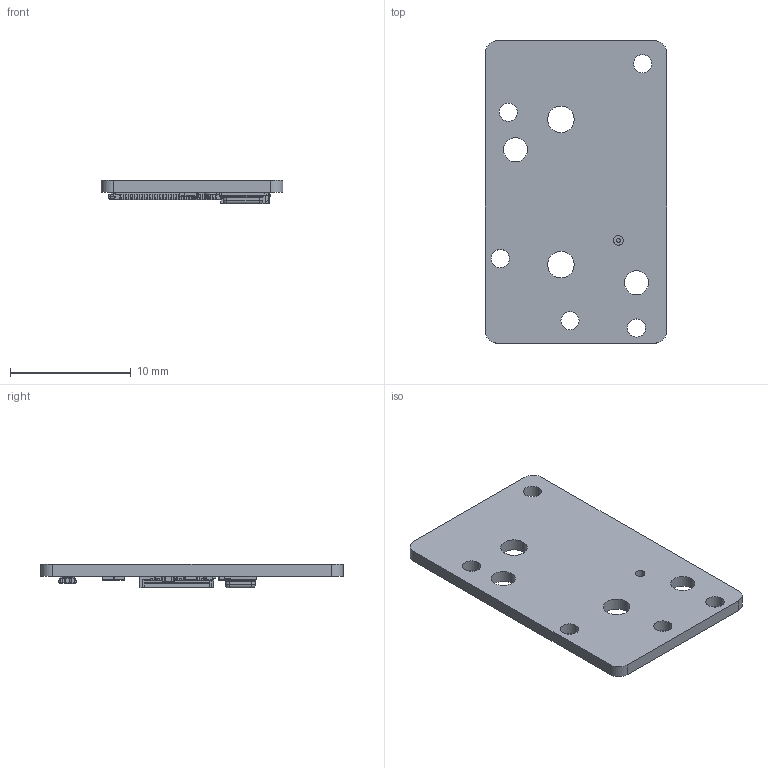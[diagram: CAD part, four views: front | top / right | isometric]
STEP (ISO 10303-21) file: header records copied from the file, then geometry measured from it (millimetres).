
FILE_DESCRIPTION(/* description */ ('PCB Design'),/* implementation_level */ '2;1');
FILE_NAME(/* name */ 'RAK18032_VA_2022_0607_2',/* time_stamp */ '2022-06-07T09:06:25+08:00',/* author */ (''),/* organization */ (''),/* preprocessor_version */ 'ST-DEVELOPER v16',/* originating_system */ 'allegro_17.4S012',/* authorisation */ '');
FILE_SCHEMA (('AP242_MANAGED_MODEL_BASED_3D_ENGINEERING_MIM_LF { 1 0 10303 442 1 1 4 }'));
Products named in the file (15): RAK18032_VA_2022_0607_2; BOARD_OUTLINE; COMPONENTS; MIC-3R5X2R65X0R98; TEST_POINT; FCC15-0R3-1-D; BTB40_2X20_4MM_M; SR0402; SC0402; KNOWLES-SPH0655LM4H-1-CORNELL-II; TEST-POINT-SM; TXGA-FFC03009-15; BTB40-2X20-4MM-M; RES-SM-CHIP; CAP-SM-MLCC-0402[1005]
Assembly tree (23 placements, depth 4):
  RAK18032_VA_2022_0607_2
    BOARD_OUTLINE
    COMPONENTS
      MIC-3R5X2R65X0R98
        KNOWLES-SPH0655LM4H-1-CORNELL-II
      TEST_POINT  x2
        TEST-POINT-SM
      FCC15-0R3-1-D
        TXGA-FFC03009-15
      BTB40_2X20_4MM_M
        BTB40-2X20-4MM-M
      SR0402  x8
        RES-SM-CHIP
      SC0402  x2
        CAP-SM-MLCC-0402[1005]
Bounding box: 15 x 25 x 1.98 mm (x, y, z)
Volume: 27.3 mm3; surface area: 1110.9 mm2
Topology: 15 solids, 16 shells, 2844 faces, 7750 edges, 4819 vertices
Faces by surface type: plane 1836, cylinder 788, torus 148, bspline 72
Full cylindrical faces by diameter (mm): 0.15 x1, 0.2 x1, 1 x2
Entity records: 87302 total; most frequent: CARTESIAN_POINT 14781, ORIENTED_EDGE 12760, DIRECTION 11452, EDGE_CURVE 6391, VECTOR 5101, LINE 5101, VERTEX_POINT 4094, AXIS2_PLACEMENT_3D 3275
